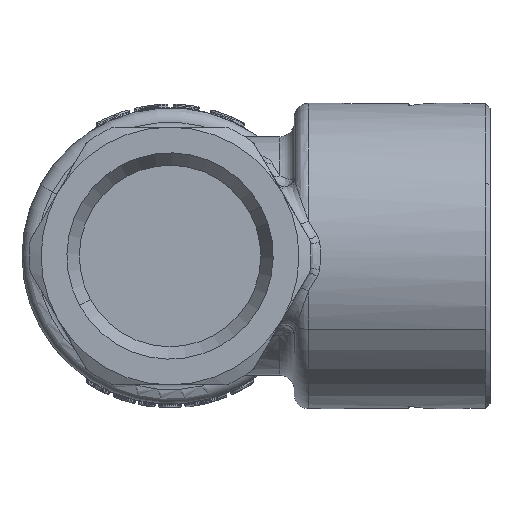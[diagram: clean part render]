
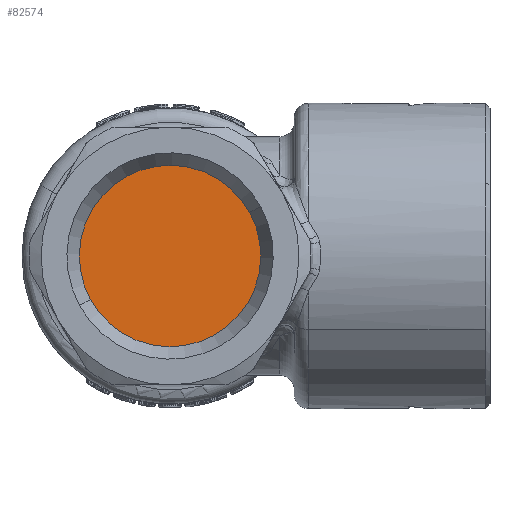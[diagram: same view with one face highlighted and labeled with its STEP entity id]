
A CAD part, front view. The second image highlights one B-rep face of the part: STEP entity #82574.
In plain terms, the highlighted planar face has unit normal (0, -1, 0).
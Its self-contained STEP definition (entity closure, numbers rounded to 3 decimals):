
#81990=CARTESIAN_POINT('Axis2P3D Location',(0.,-7.037,0.)) ;
#81994=CARTESIAN_POINT('Vertex',(8.337,-7.037,4.555)) ;
#81996=CARTESIAN_POINT('Vertex',(-8.337,-7.037,-4.555)) ;
#82016=CARTESIAN_POINT('Axis2P3D Location',(0.,-7.037,0.)) ;
#82565=CARTESIAN_POINT('Axis2P3D Location',(0.,-7.037,0.)) ;
#81991=DIRECTION('Axis2P3D Direction',(0.,-1.,0.)) ;
#82017=DIRECTION('Axis2P3D Direction',(0.,-1.,0.)) ;
#82566=DIRECTION('Axis2P3D Direction',(-0.,1.,0.)) ;
#82567=DIRECTION('Axis2P3D XDirection',(1.,0.,0.)) ;
#81992=AXIS2_PLACEMENT_3D('Circle Axis2P3D',#81990,#81991,$) ;
#82018=AXIS2_PLACEMENT_3D('Circle Axis2P3D',#82016,#82017,$) ;
#82568=AXIS2_PLACEMENT_3D('Plane Axis2P3D',#82565,#82566,#82567) ;
#81993=CIRCLE('generated circle',#81992,9.5) ;
#82019=CIRCLE('generated circle',#82018,9.5) ;
#82569=PLANE('',#82568) ;
#81998=EDGE_CURVE('',#81995,#81997,#81993,.F.) ;
#82020=EDGE_CURVE('',#81997,#81995,#82019,.F.) ;
#82571=ORIENTED_EDGE('',*,*,#82020,.F.) ;
#82572=ORIENTED_EDGE('',*,*,#81998,.F.) ;
#82570=EDGE_LOOP('',(#82571,#82572)) ;
#81995=VERTEX_POINT('',#81994) ;
#81997=VERTEX_POINT('',#81996) ;
#82574=ADVANCED_FACE('PartBody',(#82573),#82569,.F.) ;
#82573=FACE_OUTER_BOUND('',#82570,.T.) ;
